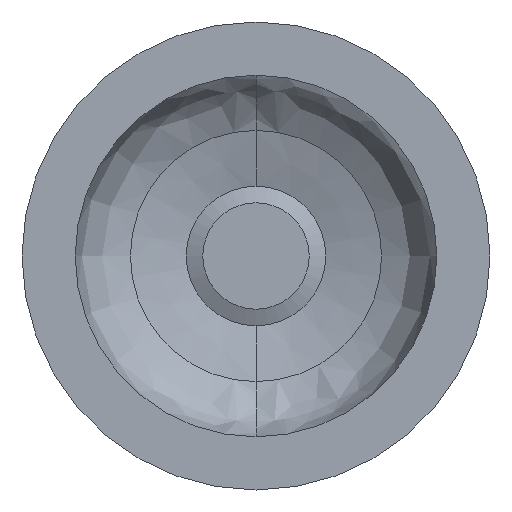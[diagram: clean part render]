
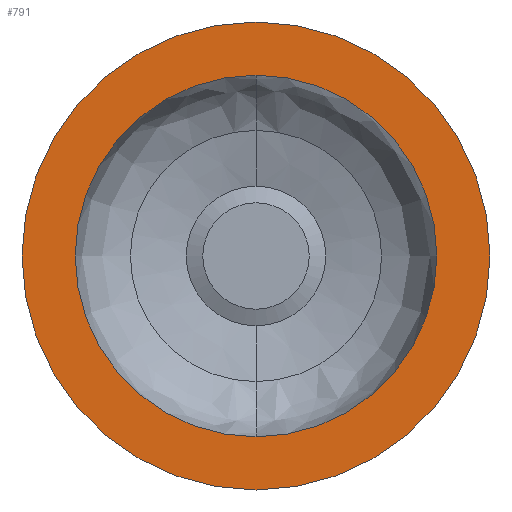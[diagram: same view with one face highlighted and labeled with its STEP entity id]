
A CAD part, front view. The second image highlights one B-rep face of the part: STEP entity #791.
In plain terms, the highlighted planar face has unit normal (0, -1, 0).
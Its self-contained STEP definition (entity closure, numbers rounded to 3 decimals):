
#54 = VERTEX_POINT ( 'NONE', #1366 ) ;
#61 = PLANE ( 'NONE',  #1720 ) ;
#117 = CIRCLE ( 'NONE', #1980, 17. ) ;
#144 = DIRECTION ( 'NONE',  ( 0., 1., 0. ) ) ;
#166 = EDGE_LOOP ( 'NONE', ( #1057, #2137 ) ) ;
#280 = VERTEX_POINT ( 'NONE', #1221 ) ;
#355 = EDGE_CURVE ( 'NONE', #1359, #280, #117, .T. ) ;
#422 = CIRCLE ( 'NONE', #1615, 22. ) ;
#650 = DIRECTION ( 'NONE',  ( 0., 0., 1. ) ) ;
#668 = ORIENTED_EDGE ( 'NONE', *, *, #1818, .F. ) ;
#684 = DIRECTION ( 'NONE',  ( 0., -1., 0. ) ) ;
#737 = CARTESIAN_POINT ( 'NONE',  ( 0., 0., 0. ) ) ;
#744 = ORIENTED_EDGE ( 'NONE', *, *, #355, .F. ) ;
#791 = ADVANCED_FACE ( 'NONE', ( #2369, #2180 ), #61, .F. ) ;
#850 = DIRECTION ( 'NONE',  ( 0., -1., 0. ) ) ;
#901 = CARTESIAN_POINT ( 'NONE',  ( 0., 0., -22. ) ) ;
#915 = VERTEX_POINT ( 'NONE', #901 ) ;
#1057 = ORIENTED_EDGE ( 'NONE', *, *, #2312, .F. ) ;
#1084 = CARTESIAN_POINT ( 'NONE',  ( 0., 0., 0. ) ) ;
#1187 = CARTESIAN_POINT ( 'NONE',  ( 0., 0., -17. ) ) ;
#1221 = CARTESIAN_POINT ( 'NONE',  ( 0., 0., 17. ) ) ;
#1239 = DIRECTION ( 'NONE',  ( 0., 0., 1. ) ) ;
#1255 = DIRECTION ( 'NONE',  ( 0., 1., 0. ) ) ;
#1359 = VERTEX_POINT ( 'NONE', #1187 ) ;
#1366 = CARTESIAN_POINT ( 'NONE',  ( 0., 0., 22. ) ) ;
#1489 = EDGE_CURVE ( 'NONE', #915, #54, #1953, .T. ) ;
#1498 = DIRECTION ( 'NONE',  ( 0., 0., 1. ) ) ;
#1615 = AXIS2_PLACEMENT_3D ( 'NONE', #737, #144, #1498 ) ;
#1660 = DIRECTION ( 'NONE',  ( 0., 1., 0. ) ) ;
#1720 = AXIS2_PLACEMENT_3D ( 'NONE', #2413, #1255, #650 ) ;
#1818 = EDGE_CURVE ( 'NONE', #280, #1359, #2158, .T. ) ;
#1819 = CARTESIAN_POINT ( 'NONE',  ( 0., 0., 0. ) ) ;
#1953 = CIRCLE ( 'NONE', #1998, 22. ) ;
#1973 = AXIS2_PLACEMENT_3D ( 'NONE', #1819, #684, #1239 ) ;
#1980 = AXIS2_PLACEMENT_3D ( 'NONE', #1995, #850, #2379 ) ;
#1995 = CARTESIAN_POINT ( 'NONE',  ( 0., 0., 0. ) ) ;
#1998 = AXIS2_PLACEMENT_3D ( 'NONE', #1084, #1660, #2431 ) ;
#2137 = ORIENTED_EDGE ( 'NONE', *, *, #1489, .F. ) ;
#2158 = CIRCLE ( 'NONE', #1973, 17. ) ;
#2180 = FACE_OUTER_BOUND ( 'NONE', #166, .T. ) ;
#2312 = EDGE_CURVE ( 'NONE', #54, #915, #422, .T. ) ;
#2369 = FACE_BOUND ( 'NONE', #2445, .T. ) ;
#2379 = DIRECTION ( 'NONE',  ( 0., 0., 1. ) ) ;
#2413 = CARTESIAN_POINT ( 'NONE',  ( 0., 0., 0. ) ) ;
#2431 = DIRECTION ( 'NONE',  ( 0., 0., 1. ) ) ;
#2445 = EDGE_LOOP ( 'NONE', ( #668, #744 ) ) ;
